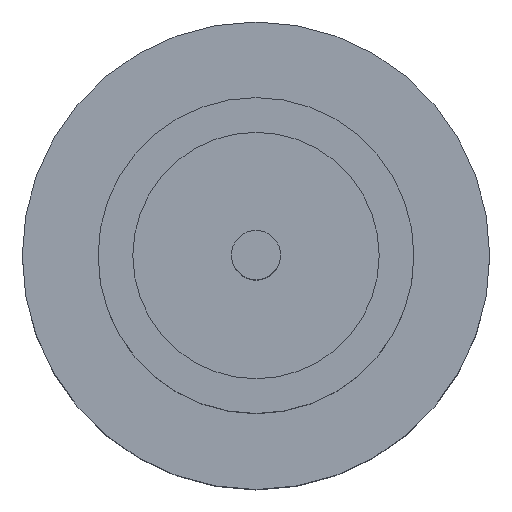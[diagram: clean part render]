
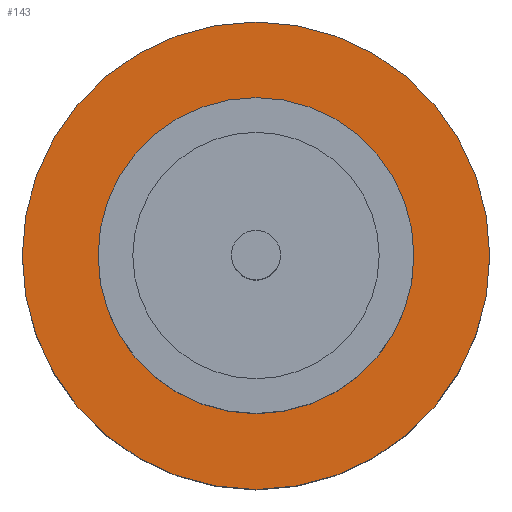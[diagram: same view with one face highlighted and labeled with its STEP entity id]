
A CAD part, top view. The second image highlights one B-rep face of the part: STEP entity #143.
In plain terms, the highlighted planar face has unit normal (0, 0, 1).
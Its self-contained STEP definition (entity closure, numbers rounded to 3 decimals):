
#3 = DIRECTION ( 'NONE',  ( 0., 0., 1. ) ) ;
#17 = DIRECTION ( 'NONE',  ( 1., 0., 0. ) ) ;
#19 = ORIENTED_EDGE ( 'NONE', *, *, #88, .F. ) ;
#23 = AXIS2_PLACEMENT_3D ( 'NONE', #474, #419, #55 ) ;
#52 = CIRCLE ( 'NONE', #231, 1.85 ) ;
#55 = DIRECTION ( 'NONE',  ( 1., 0., 0. ) ) ;
#58 = CARTESIAN_POINT ( 'NONE',  ( 0., 0., 1.55 ) ) ;
#78 = EDGE_CURVE ( 'NONE', #504, #119, #558, .T. ) ;
#80 = VERTEX_POINT ( 'NONE', #710 ) ;
#82 = ORIENTED_EDGE ( 'NONE', *, *, #78, .F. ) ;
#88 = EDGE_CURVE ( 'NONE', #119, #504, #643, .T. ) ;
#89 = EDGE_LOOP ( 'NONE', ( #82, #19 ) ) ;
#97 = VERTEX_POINT ( 'NONE', #210 ) ;
#100 = CIRCLE ( 'NONE', #391, 1.85 ) ;
#109 = CARTESIAN_POINT ( 'NONE',  ( 1.25, 0., 1.55 ) ) ;
#117 = DIRECTION ( 'NONE',  ( 0., 0., 1. ) ) ;
#119 = VERTEX_POINT ( 'NONE', #418 ) ;
#125 = CARTESIAN_POINT ( 'NONE',  ( 0., 0., 1.55 ) ) ;
#143 = ADVANCED_FACE ( 'NONE', ( #498, #461 ), #640, .T. ) ;
#153 = CARTESIAN_POINT ( 'NONE',  ( 0., 0., 1.55 ) ) ;
#210 = CARTESIAN_POINT ( 'NONE',  ( 1.85, 0., 1.55 ) ) ;
#231 = AXIS2_PLACEMENT_3D ( 'NONE', #371, #3, #17 ) ;
#255 = DIRECTION ( 'NONE',  ( 0., 0., 1. ) ) ;
#283 = EDGE_CURVE ( 'NONE', #97, #80, #52, .T. ) ;
#363 = DIRECTION ( 'NONE',  ( 0., 0., 1. ) ) ;
#371 = CARTESIAN_POINT ( 'NONE',  ( 0., 0., 1.55 ) ) ;
#391 = AXIS2_PLACEMENT_3D ( 'NONE', #153, #255, #711 ) ;
#418 = CARTESIAN_POINT ( 'NONE',  ( -1.25, 0., 1.55 ) ) ;
#419 = DIRECTION ( 'NONE',  ( 0., 0., 1. ) ) ;
#461 = FACE_OUTER_BOUND ( 'NONE', #641, .T. ) ;
#474 = CARTESIAN_POINT ( 'NONE',  ( 0., 0., 1.55 ) ) ;
#496 = AXIS2_PLACEMENT_3D ( 'NONE', #58, #117, #689 ) ;
#498 = FACE_BOUND ( 'NONE', #89, .T. ) ;
#504 = VERTEX_POINT ( 'NONE', #109 ) ;
#558 = CIRCLE ( 'NONE', #496, 1.25 ) ;
#567 = AXIS2_PLACEMENT_3D ( 'NONE', #125, #363, #636 ) ;
#636 = DIRECTION ( 'NONE',  ( 1., 0., 0. ) ) ;
#640 = PLANE ( 'NONE',  #23 ) ;
#641 = EDGE_LOOP ( 'NONE', ( #735, #677 ) ) ;
#643 = CIRCLE ( 'NONE', #567, 1.25 ) ;
#677 = ORIENTED_EDGE ( 'NONE', *, *, #283, .T. ) ;
#689 = DIRECTION ( 'NONE',  ( 1., 0., 0. ) ) ;
#710 = CARTESIAN_POINT ( 'NONE',  ( -1.85, 0., 1.55 ) ) ;
#711 = DIRECTION ( 'NONE',  ( 1., 0., 0. ) ) ;
#735 = ORIENTED_EDGE ( 'NONE', *, *, #757, .T. ) ;
#757 = EDGE_CURVE ( 'NONE', #80, #97, #100, .T. ) ;
